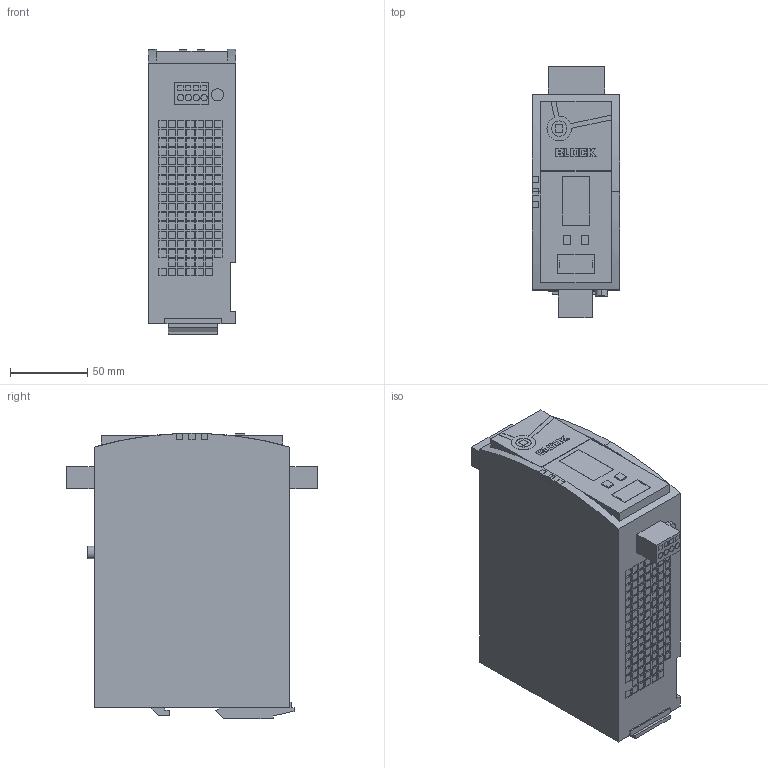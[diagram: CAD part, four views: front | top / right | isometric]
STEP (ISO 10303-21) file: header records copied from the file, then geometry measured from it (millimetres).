
FILE_DESCRIPTION (( 'STEP AP214' ), '1' );
FILE_NAME ('214138.STEP', '2023-01-18T12:22:56', ( '' ), ( '' ), 'SwSTEP 2.0', 'SolidWorks 2018', '' );
FILE_SCHEMA (( 'AUTOMOTIVE_DESIGN' ));
Length unit declared in the file: millimetre
Products named in the file (1): 214138
Bounding box: 57 x 163 x 185.15 mm (x, y, z)
Volume: 1280483.1 mm3; surface area: 87611.7 mm2
Topology: 1 solids, 1 shells, 1443 faces, 3507 edges, 2336 vertices
Faces by surface type: plane 1394, cylinder 49
Entity records: 41459 total; most frequent: CARTESIAN_POINT 7287, ORIENTED_EDGE 7014, DIRECTION 6507, EDGE_CURVE 3507, LINE 3395, VECTOR 3395, VERTEX_POINT 2336, EDGE_LOOP 1713
